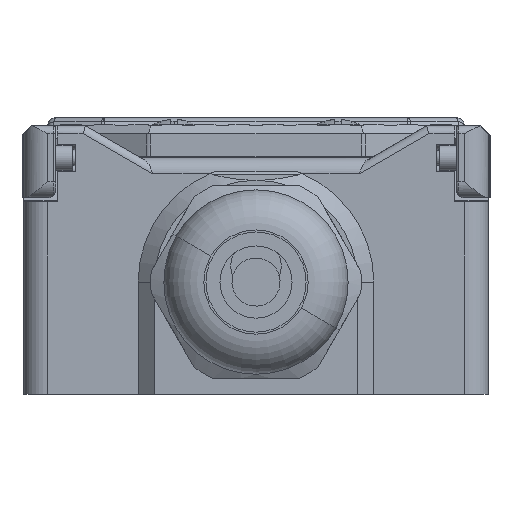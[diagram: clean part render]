
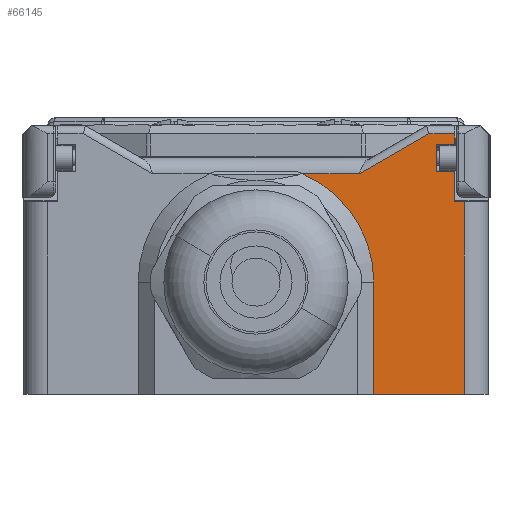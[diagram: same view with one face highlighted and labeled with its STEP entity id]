
A CAD part, front view. The second image highlights one B-rep face of the part: STEP entity #66145.
In plain terms, the highlighted planar face has unit normal (0, -1, 0).
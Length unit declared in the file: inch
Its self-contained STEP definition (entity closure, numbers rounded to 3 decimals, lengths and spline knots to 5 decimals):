
#1704 = CARTESIAN_POINT ( 'NONE',  ( -1.02362, -2.57874, 0.94488 ) ) ;
#2753 = DIRECTION ( 'NONE',  ( 0., 0., -1. ) ) ;
#2893 = CARTESIAN_POINT ( 'NONE',  ( 0.57874, -2.57874, 0. ) ) ;
#3258 = DIRECTION ( 'NONE',  ( 1., 0., 0. ) ) ;
#3264 = CARTESIAN_POINT ( 'NONE',  ( 1.02362, -2.57874, 0.55118 ) ) ;
#5286 = VERTEX_POINT ( 'NONE', #10080 ) ;
#5640 = CARTESIAN_POINT ( 'NONE',  ( 0.50818, -2.57874, 1.08268 ) ) ;
#6367 = DIRECTION ( 'NONE',  ( 0., 0., 1. ) ) ;
#6964 = CARTESIAN_POINT ( 'NONE',  ( 0.97638, -2.57874, 1.16142 ) ) ;
#7568 = CARTESIAN_POINT ( 'NONE',  ( 0.84913, -2.57874, 1.27953 ) ) ;
#7827 = ORIENTED_EDGE ( 'NONE', *, *, #83208, .F. ) ;
#8198 = CARTESIAN_POINT ( 'NONE',  ( 0.88583, -2.57874, 1.16142 ) ) ;
#9731 = CARTESIAN_POINT ( 'NONE',  ( 0.97638, -2.57874, 1.27953 ) ) ;
#10080 = CARTESIAN_POINT ( 'NONE',  ( 0.57874, -2.57874, 0.55118 ) ) ;
#11428 = VECTOR ( 'NONE', #43128, 39.37008 ) ;
#12907 = VERTEX_POINT ( 'NONE', #61715 ) ;
#13412 = FACE_OUTER_BOUND ( 'NONE', #58025, .T. ) ;
#13724 = VECTOR ( 'NONE', #3258, 39.37008 ) ;
#14054 = CARTESIAN_POINT ( 'NONE',  ( 0.97638, -2.57874, 0.94488 ) ) ;
#14478 = CARTESIAN_POINT ( 'NONE',  ( 0., -2.57874, 0.55118 ) ) ;
#16671 = VERTEX_POINT ( 'NONE', #38575 ) ;
#16682 = DIRECTION ( 'NONE',  ( 0., 0., -1. ) ) ;
#17235 = CARTESIAN_POINT ( 'NONE',  ( 0.22902, -2.57874, 1.08268 ) ) ;
#19123 = CARTESIAN_POINT ( 'NONE',  ( -1.02362, -2.57874, 1.08268 ) ) ;
#19719 = DIRECTION ( 'NONE',  ( 0.866, 0., 0.5 ) ) ;
#19801 = DIRECTION ( 'NONE',  ( -1., 0., 0. ) ) ;
#21087 = DIRECTION ( 'NONE',  ( 1., 0., 0. ) ) ;
#23375 = LINE ( 'NONE', #8198, #27992 ) ;
#23850 = DIRECTION ( 'NONE',  ( 0., -1., 0. ) ) ;
#25364 = EDGE_CURVE ( 'NONE', #44713, #12907, #78549, .T. ) ;
#25684 = VECTOR ( 'NONE', #38815, 39.37008 ) ;
#25737 = LINE ( 'NONE', #3264, #66544 ) ;
#26554 = CARTESIAN_POINT ( 'NONE',  ( 0.97638, -2.57874, 1.16142 ) ) ;
#26938 = VERTEX_POINT ( 'NONE', #37173 ) ;
#27642 = CARTESIAN_POINT ( 'NONE',  ( -1.02362, -2.57874, 1.22638 ) ) ;
#27992 = VECTOR ( 'NONE', #63075, 39.37008 ) ;
#29127 = ORIENTED_EDGE ( 'NONE', *, *, #68745, .F. ) ;
#34014 = ORIENTED_EDGE ( 'NONE', *, *, #85295, .F. ) ;
#35215 = EDGE_CURVE ( 'NONE', #59974, #47997, #65961, .T. ) ;
#37173 = CARTESIAN_POINT ( 'NONE',  ( 0.50818, -2.57874, 1.08268 ) ) ;
#38575 = CARTESIAN_POINT ( 'NONE',  ( 1.02362, -2.57874, 0. ) ) ;
#38671 = CIRCLE ( 'NONE', #93739, 0.57874 ) ;
#38815 = DIRECTION ( 'NONE',  ( 0., 0., -1. ) ) ;
#41632 = EDGE_CURVE ( 'NONE', #73086, #59974, #65235, .T. ) ;
#42780 = PLANE ( 'NONE',  #50044 ) ;
#43128 = DIRECTION ( 'NONE',  ( 1., 0., 0. ) ) ;
#43655 = LINE ( 'NONE', #19123, #11428 ) ;
#44040 = ORIENTED_EDGE ( 'NONE', *, *, #103024, .F. ) ;
#44713 = VERTEX_POINT ( 'NONE', #9731 ) ;
#44732 = EDGE_CURVE ( 'NONE', #66798, #26938, #43655, .T. ) ;
#45253 = DIRECTION ( 'NONE',  ( 0., 1., 0. ) ) ;
#47997 = VERTEX_POINT ( 'NONE', #97793 ) ;
#49593 = EDGE_CURVE ( 'NONE', #103114, #16671, #97800, .T. ) ;
#49797 = ORIENTED_EDGE ( 'NONE', *, *, #41632, .F. ) ;
#50044 = AXIS2_PLACEMENT_3D ( 'NONE', #84976, #45253, #77144 ) ;
#54968 = ORIENTED_EDGE ( 'NONE', *, *, #58661, .F. ) ;
#57238 = VECTOR ( 'NONE', #88926, 39.37008 ) ;
#58025 = EDGE_LOOP ( 'NONE', ( #44040, #54968, #96714, #7827, #76492, #49797, #29127, #84925, #96832, #72845, #91014, #34014, #89448 ) ) ;
#58072 = CARTESIAN_POINT ( 'NONE',  ( -1.02362, -2.57874, 0. ) ) ;
#58661 = EDGE_CURVE ( 'NONE', #103114, #5286, #101454, .T. ) ;
#59974 = VERTEX_POINT ( 'NONE', #14054 ) ;
#60007 = LINE ( 'NONE', #27642, #96712 ) ;
#61715 = CARTESIAN_POINT ( 'NONE',  ( 0.97638, -2.57874, 1.22638 ) ) ;
#62083 = EDGE_CURVE ( 'NONE', #92591, #84264, #23375, .T. ) ;
#62572 = VECTOR ( 'NONE', #6367, 39.37008 ) ;
#62911 = VECTOR ( 'NONE', #16682, 39.37008 ) ;
#63075 = DIRECTION ( 'NONE',  ( 0., 0., -1. ) ) ;
#65235 = LINE ( 'NONE', #26554, #62911 ) ;
#65779 = VECTOR ( 'NONE', #83433, 39.37008 ) ;
#65961 = LINE ( 'NONE', #1704, #13724 ) ;
#66145 = ADVANCED_FACE ( 'NONE', ( #13412 ), #42780, .F. ) ;
#66544 = VECTOR ( 'NONE', #2753, 39.37008 ) ;
#66798 = VERTEX_POINT ( 'NONE', #17235 ) ;
#67757 = CARTESIAN_POINT ( 'NONE',  ( -1.02362, -2.57874, 1.27953 ) ) ;
#68745 = EDGE_CURVE ( 'NONE', #84264, #73086, #78026, .T. ) ;
#71409 = DIRECTION ( 'NONE',  ( 0., 0., 1. ) ) ;
#72845 = ORIENTED_EDGE ( 'NONE', *, *, #25364, .F. ) ;
#72920 = EDGE_CURVE ( 'NONE', #12907, #92591, #60007, .T. ) ;
#73086 = VERTEX_POINT ( 'NONE', #77798 ) ;
#76492 = ORIENTED_EDGE ( 'NONE', *, *, #35215, .F. ) ;
#77144 = DIRECTION ( 'NONE',  ( 0., 0., 1. ) ) ;
#77207 = LINE ( 'NONE', #5640, #86860 ) ;
#77798 = CARTESIAN_POINT ( 'NONE',  ( 0.97638, -2.57874, 1.09646 ) ) ;
#77952 = CARTESIAN_POINT ( 'NONE',  ( 0.57874, -2.57874, 1.16142 ) ) ;
#78026 = LINE ( 'NONE', #92674, #79667 ) ;
#78549 = LINE ( 'NONE', #6964, #25684 ) ;
#79667 = VECTOR ( 'NONE', #21087, 39.37008 ) ;
#82245 = VERTEX_POINT ( 'NONE', #7568 ) ;
#83208 = EDGE_CURVE ( 'NONE', #47997, #16671, #25737, .T. ) ;
#83433 = DIRECTION ( 'NONE',  ( 1., 0., 0. ) ) ;
#84264 = VERTEX_POINT ( 'NONE', #98372 ) ;
#84925 = ORIENTED_EDGE ( 'NONE', *, *, #62083, .F. ) ;
#84976 = CARTESIAN_POINT ( 'NONE',  ( -1.02362, -2.57874, 1.16142 ) ) ;
#85295 = EDGE_CURVE ( 'NONE', #26938, #82245, #77207, .T. ) ;
#86860 = VECTOR ( 'NONE', #19719, 39.37008 ) ;
#88926 = DIRECTION ( 'NONE',  ( 1., 0., 0. ) ) ;
#89448 = ORIENTED_EDGE ( 'NONE', *, *, #44732, .F. ) ;
#91014 = ORIENTED_EDGE ( 'NONE', *, *, #91887, .F. ) ;
#91887 = EDGE_CURVE ( 'NONE', #82245, #44713, #100135, .T. ) ;
#92591 = VERTEX_POINT ( 'NONE', #94497 ) ;
#92674 = CARTESIAN_POINT ( 'NONE',  ( -1.02362, -2.57874, 1.09646 ) ) ;
#93739 = AXIS2_PLACEMENT_3D ( 'NONE', #14478, #23850, #71409 ) ;
#94497 = CARTESIAN_POINT ( 'NONE',  ( 0.88583, -2.57874, 1.22638 ) ) ;
#96712 = VECTOR ( 'NONE', #19801, 39.37008 ) ;
#96714 = ORIENTED_EDGE ( 'NONE', *, *, #49593, .T. ) ;
#96832 = ORIENTED_EDGE ( 'NONE', *, *, #72920, .F. ) ;
#97793 = CARTESIAN_POINT ( 'NONE',  ( 1.02362, -2.57874, 0.94488 ) ) ;
#97800 = LINE ( 'NONE', #58072, #57238 ) ;
#98372 = CARTESIAN_POINT ( 'NONE',  ( 0.88583, -2.57874, 1.09646 ) ) ;
#100135 = LINE ( 'NONE', #67757, #65779 ) ;
#101454 = LINE ( 'NONE', #77952, #62572 ) ;
#103024 = EDGE_CURVE ( 'NONE', #5286, #66798, #38671, .T. ) ;
#103114 = VERTEX_POINT ( 'NONE', #2893 ) ;
